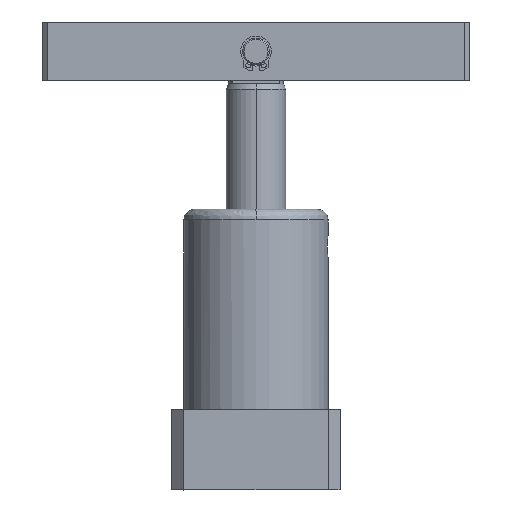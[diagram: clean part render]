
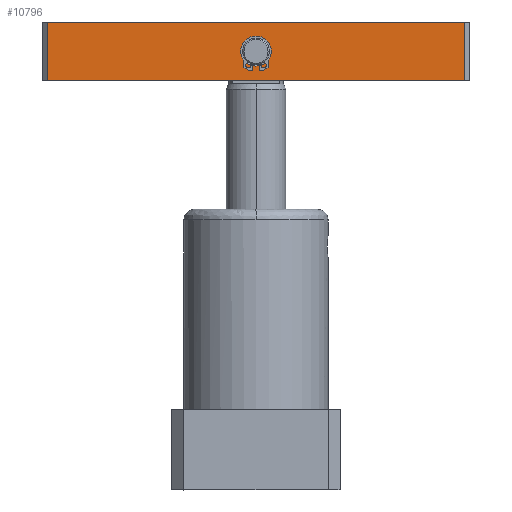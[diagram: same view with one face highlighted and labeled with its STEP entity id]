
A CAD part, top view. The second image highlights one B-rep face of the part: STEP entity #10796.
In plain terms, the highlighted planar face has unit normal (0, 0, 1).
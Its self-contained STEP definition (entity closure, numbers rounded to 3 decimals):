
#117 = VECTOR ( 'NONE', #4330, 1000. ) ;
#213 = VERTEX_POINT ( 'NONE', #14165 ) ;
#216 = VERTEX_POINT ( 'NONE', #9248 ) ;
#669 = ORIENTED_EDGE ( 'NONE', *, *, #14157, .F. ) ;
#1235 = DIRECTION ( 'NONE',  ( 0., -1., 0. ) ) ;
#1430 = ORIENTED_EDGE ( 'NONE', *, *, #2223, .T. ) ;
#1958 = FACE_BOUND ( 'NONE', #16461, .T. ) ;
#2223 = EDGE_CURVE ( 'NONE', #7392, #7797, #11485, .T. ) ;
#2258 = VERTEX_POINT ( 'NONE', #4881 ) ;
#2323 = DIRECTION ( 'NONE',  ( 1., 0., 0. ) ) ;
#2556 = PLANE ( 'NONE',  #4754 ) ;
#2605 = EDGE_CURVE ( 'NONE', #5741, #216, #9472, .T. ) ;
#2625 = EDGE_CURVE ( 'NONE', #213, #7392, #2629, .T. ) ;
#2629 = LINE ( 'NONE', #6138, #12468 ) ;
#2669 = DIRECTION ( 'NONE',  ( 0., 0., 1. ) ) ;
#2968 = CARTESIAN_POINT ( 'NONE',  ( 5.5, 11., 11. ) ) ;
#3364 = CIRCLE ( 'NONE', #3605, 5.5 ) ;
#3605 = AXIS2_PLACEMENT_3D ( 'NONE', #3771, #15415, #10232 ) ;
#3727 = CARTESIAN_POINT ( 'NONE',  ( 78., 0., 11. ) ) ;
#3771 = CARTESIAN_POINT ( 'NONE',  ( 0., 11., 11. ) ) ;
#4330 = DIRECTION ( 'NONE',  ( -1., 0., 0. ) ) ;
#4754 = AXIS2_PLACEMENT_3D ( 'NONE', #12843, #2669, #14218 ) ;
#4881 = CARTESIAN_POINT ( 'NONE',  ( -78., 22., 11. ) ) ;
#4908 = ORIENTED_EDGE ( 'NONE', *, *, #8670, .T. ) ;
#4916 = DIRECTION ( 'NONE',  ( 1., 0., 0. ) ) ;
#5223 = VECTOR ( 'NONE', #1235, 1000. ) ;
#5741 = VERTEX_POINT ( 'NONE', #2968 ) ;
#5791 = CARTESIAN_POINT ( 'NONE',  ( 78., 22., 11. ) ) ;
#6138 = CARTESIAN_POINT ( 'NONE',  ( 0., 0., 11. ) ) ;
#6221 = CARTESIAN_POINT ( 'NONE',  ( 78., 11., 11. ) ) ;
#6577 = CARTESIAN_POINT ( 'NONE',  ( -78., 11., 11. ) ) ;
#7392 = VERTEX_POINT ( 'NONE', #3727 ) ;
#7547 = DIRECTION ( 'NONE',  ( 0., 0., 1. ) ) ;
#7797 = VERTEX_POINT ( 'NONE', #5791 ) ;
#7925 = AXIS2_PLACEMENT_3D ( 'NONE', #12501, #7547, #4916 ) ;
#8221 = EDGE_LOOP ( 'NONE', ( #4908, #12934, #1430, #15125 ) ) ;
#8670 = EDGE_CURVE ( 'NONE', #2258, #213, #13691, .T. ) ;
#9248 = CARTESIAN_POINT ( 'NONE',  ( -5.5, 11., 11. ) ) ;
#9472 = CIRCLE ( 'NONE', #7925, 5.5 ) ;
#9499 = CARTESIAN_POINT ( 'NONE',  ( 0., 22., 11. ) ) ;
#10232 = DIRECTION ( 'NONE',  ( 1., 0., 0. ) ) ;
#10796 = ADVANCED_FACE ( 'NONE', ( #1958, #14868 ), #2556, .T. ) ;
#11070 = VECTOR ( 'NONE', #12581, 1000. ) ;
#11485 = LINE ( 'NONE', #6221, #11070 ) ;
#12005 = LINE ( 'NONE', #9499, #117 ) ;
#12047 = ORIENTED_EDGE ( 'NONE', *, *, #2605, .F. ) ;
#12468 = VECTOR ( 'NONE', #2323, 1000. ) ;
#12501 = CARTESIAN_POINT ( 'NONE',  ( 0., 11., 11. ) ) ;
#12581 = DIRECTION ( 'NONE',  ( 0., 1., 0. ) ) ;
#12843 = CARTESIAN_POINT ( 'NONE',  ( -78., 0., 11. ) ) ;
#12934 = ORIENTED_EDGE ( 'NONE', *, *, #2625, .T. ) ;
#13691 = LINE ( 'NONE', #6577, #5223 ) ;
#14157 = EDGE_CURVE ( 'NONE', #216, #5741, #3364, .T. ) ;
#14165 = CARTESIAN_POINT ( 'NONE',  ( -78., 0., 11. ) ) ;
#14218 = DIRECTION ( 'NONE',  ( 1., 0., 0. ) ) ;
#14868 = FACE_OUTER_BOUND ( 'NONE', #8221, .T. ) ;
#15125 = ORIENTED_EDGE ( 'NONE', *, *, #15645, .T. ) ;
#15415 = DIRECTION ( 'NONE',  ( 0., 0., 1. ) ) ;
#15645 = EDGE_CURVE ( 'NONE', #7797, #2258, #12005, .T. ) ;
#16461 = EDGE_LOOP ( 'NONE', ( #12047, #669 ) ) ;
